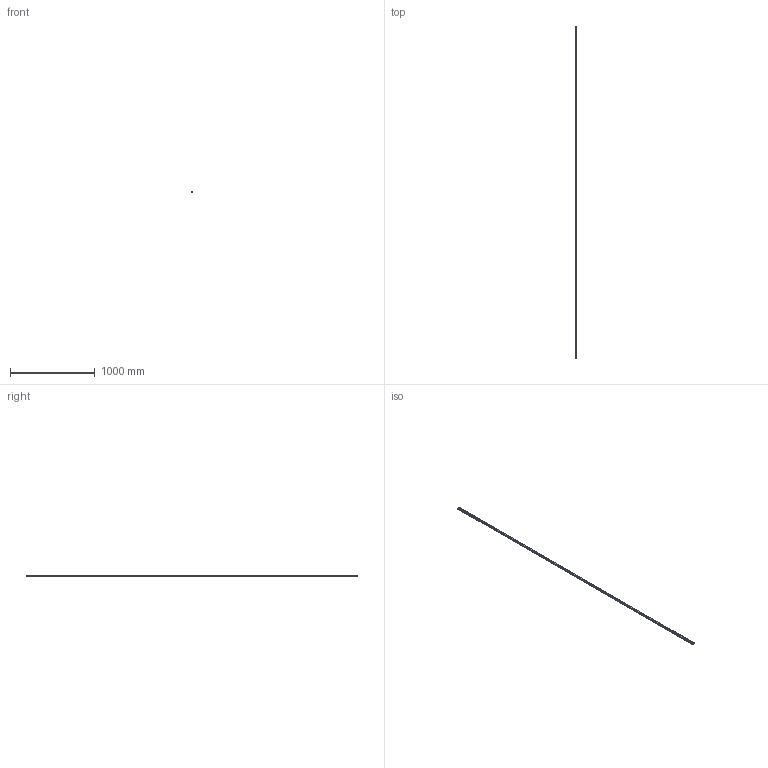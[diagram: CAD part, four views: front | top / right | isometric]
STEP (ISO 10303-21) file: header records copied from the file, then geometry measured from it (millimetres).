
FILE_DESCRIPTION(('STEP AP214'),'1');
FILE_NAME('cctmp_26D3925A-EDE5-403F-AAE1-4CA145714310_2021_02_10_08_59_05_0596..stp','2021-02-10T07:59:06',('HIWIN GmbH'),('CADClick - www.CADClick.com'),'Spatial InterOp 3D',' ','unknown authorization');
FILE_SCHEMA(('AUTOMOTIVE_DESIGN'));
Length unit declared in the file: millimetre
Products named in the file (1): EGR25R3910C_FILE
Bounding box: 23 x 3910 x 18 mm (x, y, z)
Volume: 1344986.2 mm3; surface area: 363001.6 mm2
Topology: 1 solids, 1 shells, 885 faces, 2247 edges, 1498 vertices
Faces by surface type: plane 475, cylinder 410
Entity records: 34525 total; most frequent: DIRECTION 5359, CARTESIAN_POINT 4631, ORIENTED_EDGE 4494, EDGE_CURVE 2247, AXIS2_PLACEMENT_3D 2226, VERTEX_POINT 1498, CIRCLE 1080, EDGE_LOOP 1019
